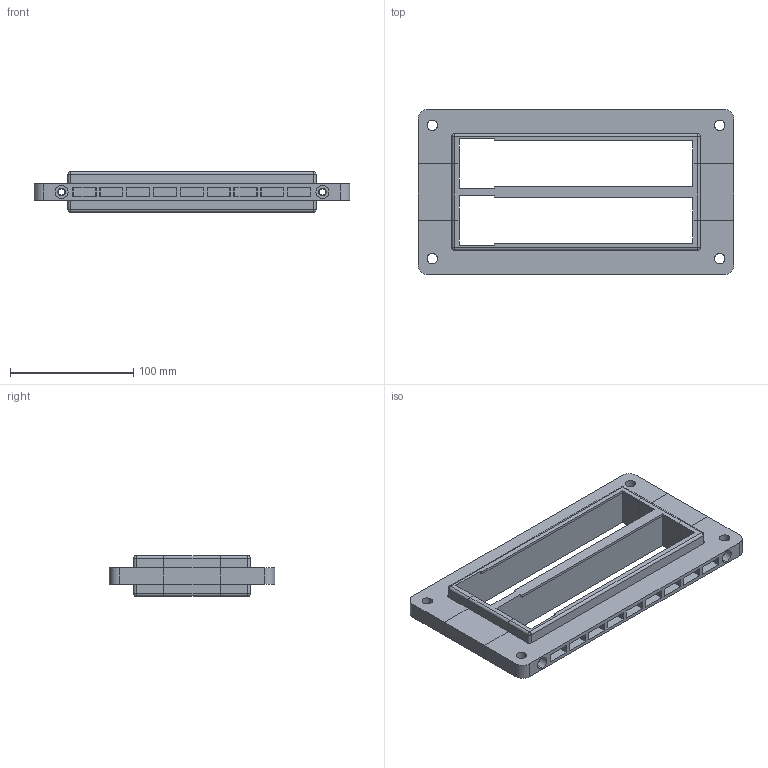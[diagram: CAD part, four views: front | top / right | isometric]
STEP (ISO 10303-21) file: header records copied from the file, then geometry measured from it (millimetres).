
FILE_DESCRIPTION(/* description */ (''),/* implementation_level */ '2;1');
FILE_NAME(/* name */ 'RFCS_32.stp',/* time_stamp */ '2021-01-04T14:58:44+05:00',/* author */ (''),/* organization */ (''),/* preprocessor_version */ 'ST-DEVELOPER v16',/* originating_system */ 'SIEMENS PLM Software NX 10.0',/* authorisation */ '');
FILE_SCHEMA (('AP203_CONFIGURATION_CONTROLLED_3D_DESIGN_OF_MECHANICAL_PARTS_AND_ASSEMBLIES_MIM_LF { 1 0 10303 403 2 1 2}'));
Length unit declared in the file: millimetre
Products named in the file (1): Gurp38D0FE9Fek6p
Bounding box: 256 x 134 x 33 mm (x, y, z)
Volume: 254574.8 mm3; surface area: 121234.3 mm2
Topology: 3 solids, 3 shells, 254 faces, 636 edges, 417 vertices
Faces by surface type: plane 186, cylinder 60, sphere 8
Full cylindrical faces by diameter (mm): 6 x6, 6.2 x2, 7 x2
Entity records: 7537 total; most frequent: CARTESIAN_POINT 1312, ORIENTED_EDGE 1242, DIRECTION 1235, EDGE_CURVE 621, LINE 501, VECTOR 501, VERTEX_POINT 412, AXIS2_PLACEMENT_3D 367
